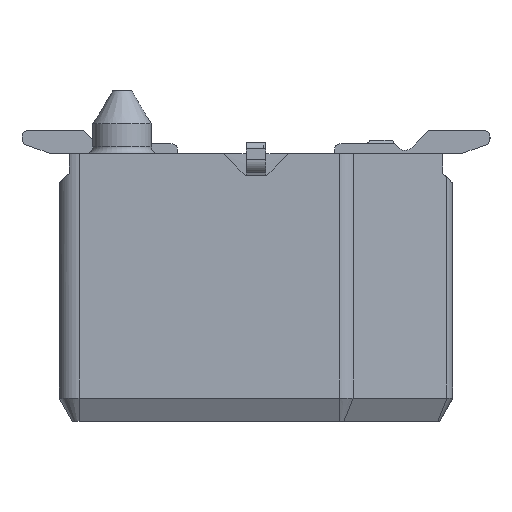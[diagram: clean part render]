
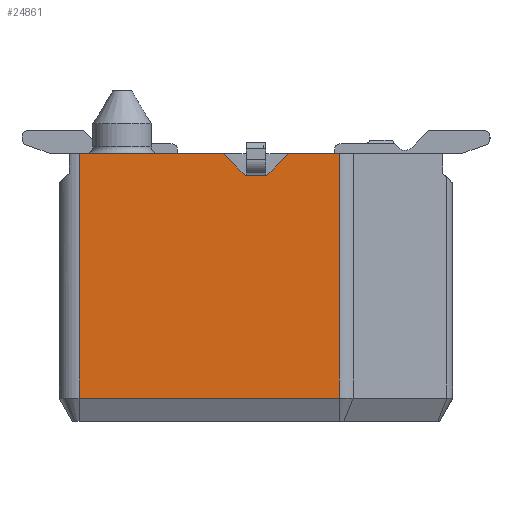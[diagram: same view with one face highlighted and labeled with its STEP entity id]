
A CAD part, left-side view. The second image highlights one B-rep face of the part: STEP entity #24861.
In plain terms, the highlighted planar face has unit normal (-1, 0, 0).
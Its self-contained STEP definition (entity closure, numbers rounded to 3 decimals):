
#20779=CARTESIAN_POINT('',(-10.,2.685,-13.65));
#20780=VERTEX_POINT('',#20779);
#20851=CARTESIAN_POINT('',(-10.,-1.261,-13.65));
#20852=VERTEX_POINT('',#20851);
#20877=CARTESIAN_POINT('',(-10.,-1.261,-13.65));
#20878=DIRECTION('',(0.,1.,0.));
#20879=VECTOR('',#20878,3.946);
#20880=LINE('',#20877,#20879);
#20881=EDGE_CURVE('',#20852,#20780,#20880,.T.);
#24711=CARTESIAN_POINT('',(-10.,2.685,-9.94));
#24712=VERTEX_POINT('',#24711);
#24713=CARTESIAN_POINT('',(-10.,2.685,-13.65));
#24714=DIRECTION('',(0.,0.,1.));
#24715=VECTOR('',#24714,3.71);
#24716=LINE('',#24713,#24715);
#24717=EDGE_CURVE('',#20780,#24712,#24716,.T.);
#24795=CARTESIAN_POINT('',(-10.,-1.261,-9.94));
#24796=VERTEX_POINT('',#24795);
#24804=CARTESIAN_POINT('',(-10.,-1.261,-9.94));
#24805=DIRECTION('',(0.,0.,-1.));
#24806=VECTOR('',#24805,3.71);
#24807=LINE('',#24804,#24806);
#24808=EDGE_CURVE('',#24796,#20852,#24807,.T.);
#24813=CARTESIAN_POINT('',(-10.,0.712,-11.795));
#24814=DIRECTION('',(0.,-1.,0.));
#24815=DIRECTION('',(-1.,0.,0.));
#24816=AXIS2_PLACEMENT_3D('',#24813,#24815,#24814);
#24817=PLANE('',#24816);
#24818=CARTESIAN_POINT('',(-10.,-0.165,-10.27));
#24819=VERTEX_POINT('',#24818);
#24820=CARTESIAN_POINT('',(-10.,0.165,-10.27));
#24821=VERTEX_POINT('',#24820);
#24822=CARTESIAN_POINT('',(-10.,-0.165,-10.27));
#24823=DIRECTION('',(0.,1.,0.));
#24824=VECTOR('',#24823,0.33);
#24825=LINE('',#24822,#24824);
#24826=EDGE_CURVE('',#24819,#24821,#24825,.T.);
#24827=ORIENTED_EDGE('',*,*,#24826,.T.);
#24828=CARTESIAN_POINT('',(-10.,0.495,-9.94));
#24829=VERTEX_POINT('',#24828);
#24830=CARTESIAN_POINT('',(-10.,0.165,-10.27));
#24831=DIRECTION('',(0.,0.707,0.707));
#24832=VECTOR('',#24831,0.467);
#24833=LINE('',#24830,#24832);
#24834=EDGE_CURVE('',#24821,#24829,#24833,.T.);
#24835=ORIENTED_EDGE('',*,*,#24834,.T.);
#24836=CARTESIAN_POINT('',(-10.,0.495,-9.94));
#24837=DIRECTION('',(0.,1.,0.));
#24838=VECTOR('',#24837,2.19);
#24839=LINE('',#24836,#24838);
#24840=EDGE_CURVE('',#24829,#24712,#24839,.T.);
#24841=ORIENTED_EDGE('',*,*,#24840,.T.);
#24842=ORIENTED_EDGE('',*,*,#24717,.F.);
#24843=ORIENTED_EDGE('',*,*,#20881,.F.);
#24844=ORIENTED_EDGE('',*,*,#24808,.F.);
#24845=CARTESIAN_POINT('',(-10.,-0.495,-9.94));
#24846=VERTEX_POINT('',#24845);
#24847=CARTESIAN_POINT('',(-10.,-1.261,-9.94));
#24848=DIRECTION('',(0.,1.,0.));
#24849=VECTOR('',#24848,0.766);
#24850=LINE('',#24847,#24849);
#24851=EDGE_CURVE('',#24796,#24846,#24850,.T.);
#24852=ORIENTED_EDGE('',*,*,#24851,.T.);
#24853=CARTESIAN_POINT('',(-10.,-0.495,-9.94));
#24854=DIRECTION('',(0.,0.707,-0.707));
#24855=VECTOR('',#24854,0.467);
#24856=LINE('',#24853,#24855);
#24857=EDGE_CURVE('',#24846,#24819,#24856,.T.);
#24858=ORIENTED_EDGE('',*,*,#24857,.T.);
#24859=EDGE_LOOP('',(#24827,#24835,#24841,#24842,#24843,#24844,#24852,#24858));
#24860=FACE_OUTER_BOUND('',#24859,.T.);
#24861=ADVANCED_FACE('',(#24860),#24817,.T.);
